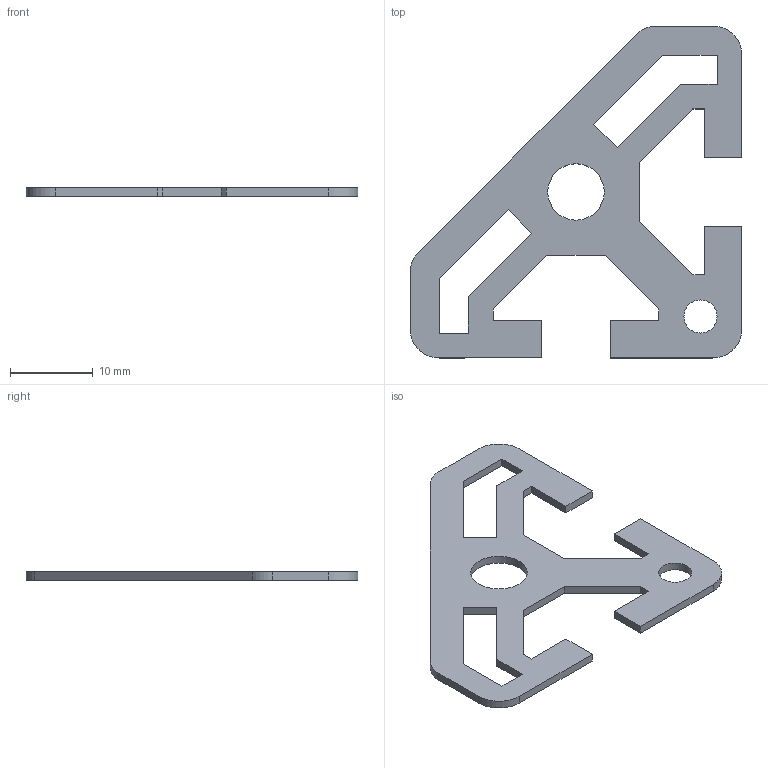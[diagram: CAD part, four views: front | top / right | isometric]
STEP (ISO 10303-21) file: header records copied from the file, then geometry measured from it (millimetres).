
FILE_DESCRIPTION((''),'2;1');
FILE_NAME('SP720_extern.ipt.step','2007-09-10T15:11:32',(''),(''),'Autodesk Inventor 11','Autodesk Inventor 11','');
FILE_SCHEMA(('AUTOMOTIVE_DESIGN { 1 0 10303 214 1 1 1 1 }'));
Length unit declared in the file: millimetre
Products named in the file (1): SP720_extern
Bounding box: 40 x 40 x 1 mm (x, y, z)
Volume: 708.1 mm3; surface area: 1752.2 mm2
Topology: 1 solids, 1 shells, 46 faces, 134 edges, 90 vertices
Faces by surface type: plane 33, bspline 8, cylinder 5
Entity records: 1545 total; most frequent: CARTESIAN_POINT 317, ORIENTED_EDGE 260, DIRECTION 222, EDGE_CURVE 130, VECTOR 116, LINE 116, VERTEX_POINT 88, EDGE_LOOP 56
